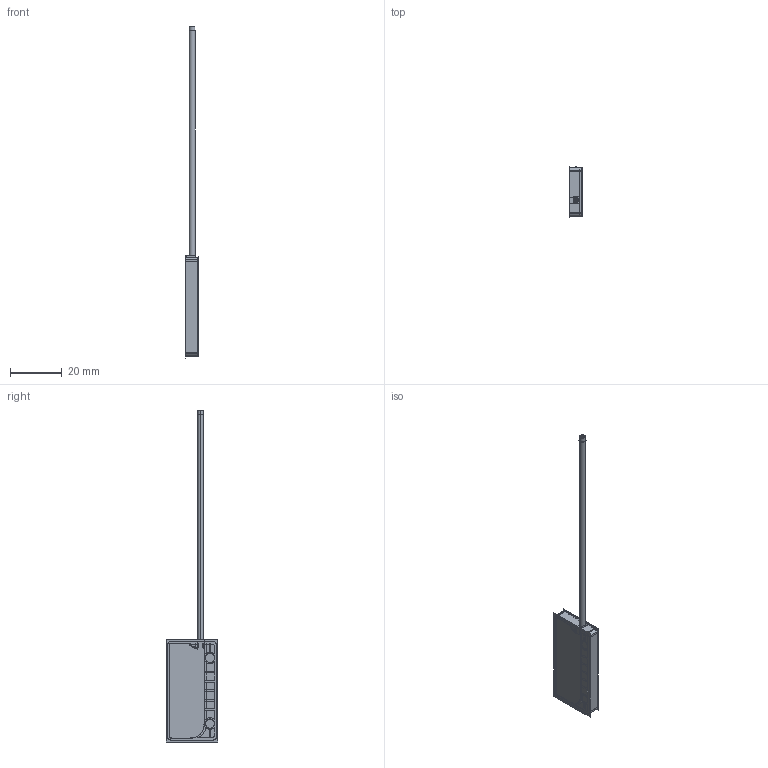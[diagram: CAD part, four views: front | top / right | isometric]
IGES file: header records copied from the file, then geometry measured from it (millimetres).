
Start section:  PTC IGES file: 161896.igs
Global section: file name: 161896.igs; native system: Creo Parametric by Parametric Technology Corporation; preprocessor: 2013230; author: PDMAdmin; organization: Unknown; date: 20160315.094227; units: millimetre
Bounding box: 5.15 x 19.81 x 128.3 mm (x, y, z)
Volume: 1686.1 mm3; surface area: 33011.8 mm2
Topology: 25 solids, 25 shells, 1330 faces, 6545 edges, 8157 vertices
Faces by surface type: bspline 826, revolution 490, extrusion 14
